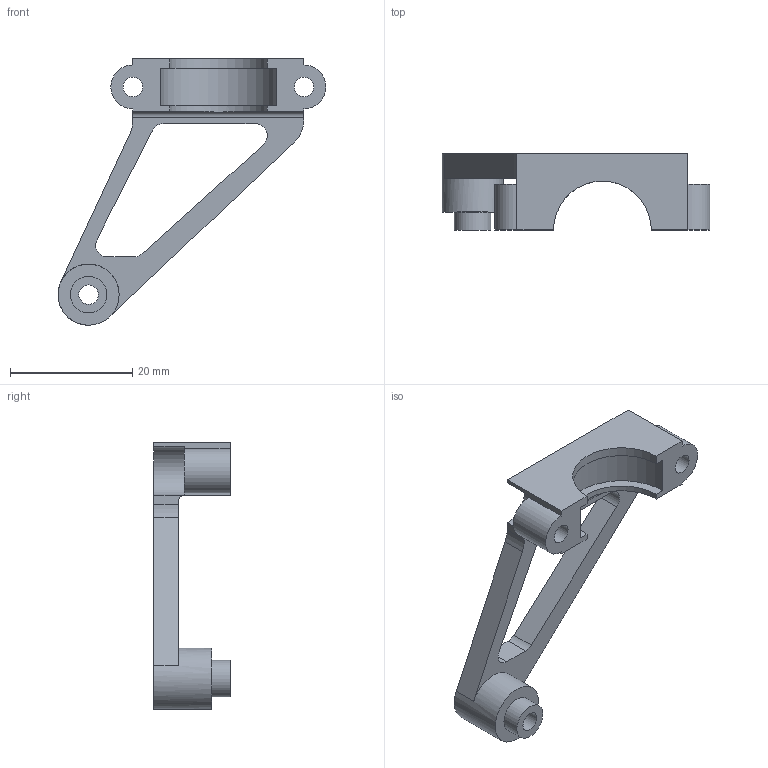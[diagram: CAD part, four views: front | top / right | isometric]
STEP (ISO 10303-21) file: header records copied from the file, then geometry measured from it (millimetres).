
FILE_DESCRIPTION(('FreeCAD Model'),'2;1');
FILE_NAME('RF-Mobile_B.step','2015-09-11T20:11:02',('Author'),(''), 'Open CASCADE STEP processor 6.8','FreeCAD','Unknown');
FILE_SCHEMA(('AUTOMOTIVE_DESIGN_CC2 { 1 2 10303 214 -1 1 5 4 }'));
Length unit declared in the file: millimetre
Products named in the file (1): Pocket005
Bounding box: 43.85 x 12.5 x 43.6 mm (x, y, z)
Volume: 3375.5 mm3; surface area: 3455.2 mm2
Topology: 1 solids, 1 shells, 67 faces, 177 edges, 117 vertices
Faces by surface type: plane 47, cylinder 20
Full cylindrical faces by diameter (mm): 3.2 x3, 6 x1, 8 x1, 10 x1
Entity records: 4886 total; most frequent: CARTESIAN_POINT 1449, DIRECTION 596, ORIENTED_EDGE 354, PCURVE 354, DEFINITIONAL_REPRESENTATION 354, LINE 350, VECTOR 350, EDGE_CURVE 177
